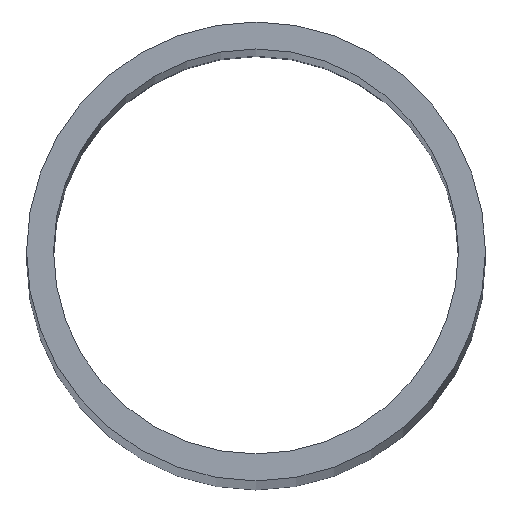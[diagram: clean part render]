
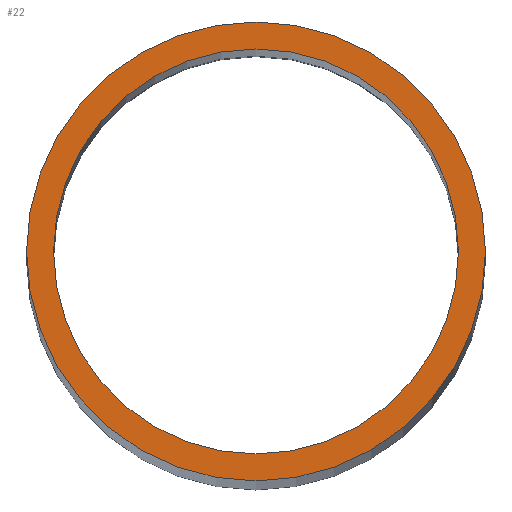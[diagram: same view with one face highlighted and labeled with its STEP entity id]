
A CAD part, top view. The second image highlights one B-rep face of the part: STEP entity #22.
In plain terms, the highlighted planar face has unit normal (0, 0, 1).
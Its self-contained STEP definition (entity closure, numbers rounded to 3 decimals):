
#7 = AXIS2_PLACEMENT_3D ( 'NONE', #176, #265, #382 ) ;
#14 = CARTESIAN_POINT ( 'NONE',  ( 0., 0., 0. ) ) ;
#16 = FACE_BOUND ( 'NONE', #277, .T. ) ;
#22 = ADVANCED_FACE ( 'NONE', ( #147, #16 ), #80, .T. ) ;
#26 = DIRECTION ( 'NONE',  ( 0., 0., -1. ) ) ;
#45 = EDGE_CURVE ( 'NONE', #146, #62, #348, .T. ) ;
#46 = DIRECTION ( 'NONE',  ( 0., 0., 1. ) ) ;
#49 = EDGE_CURVE ( 'NONE', #249, #290, #186, .T. ) ;
#62 = VERTEX_POINT ( 'NONE', #351 ) ;
#76 = ORIENTED_EDGE ( 'NONE', *, *, #374, .T. ) ;
#79 = EDGE_LOOP ( 'NONE', ( #309, #280 ) ) ;
#80 = PLANE ( 'NONE',  #229 ) ;
#83 = CARTESIAN_POINT ( 'NONE',  ( 0., 0., 0. ) ) ;
#88 = CARTESIAN_POINT ( 'NONE',  ( -15., 0., 0. ) ) ;
#91 = CIRCLE ( 'NONE', #198, 15. ) ;
#101 = CARTESIAN_POINT ( 'NONE',  ( 0., 0., 0. ) ) ;
#113 = DIRECTION ( 'NONE',  ( 1., 0., 0. ) ) ;
#139 = DIRECTION ( 'NONE',  ( 0., 0., -1. ) ) ;
#145 = DIRECTION ( 'NONE',  ( 0., 0., -1. ) ) ;
#146 = VERTEX_POINT ( 'NONE', #242 ) ;
#147 = FACE_OUTER_BOUND ( 'NONE', #79, .T. ) ;
#175 = CIRCLE ( 'NONE', #349, 17. ) ;
#176 = CARTESIAN_POINT ( 'NONE',  ( 0., 0., 0. ) ) ;
#186 = CIRCLE ( 'NONE', #267, 15. ) ;
#198 = AXIS2_PLACEMENT_3D ( 'NONE', #83, #26, #361 ) ;
#229 = AXIS2_PLACEMENT_3D ( 'NONE', #232, #46, #113 ) ;
#232 = CARTESIAN_POINT ( 'NONE',  ( 0., 0., 0. ) ) ;
#242 = CARTESIAN_POINT ( 'NONE',  ( -17., 0., 0. ) ) ;
#249 = VERTEX_POINT ( 'NONE', #287 ) ;
#265 = DIRECTION ( 'NONE',  ( 0., 0., -1. ) ) ;
#266 = EDGE_CURVE ( 'NONE', #62, #146, #175, .T. ) ;
#267 = AXIS2_PLACEMENT_3D ( 'NONE', #14, #145, #380 ) ;
#277 = EDGE_LOOP ( 'NONE', ( #350, #76 ) ) ;
#280 = ORIENTED_EDGE ( 'NONE', *, *, #45, .F. ) ;
#287 = CARTESIAN_POINT ( 'NONE',  ( 15., 0., 0. ) ) ;
#290 = VERTEX_POINT ( 'NONE', #88 ) ;
#304 = DIRECTION ( 'NONE',  ( 1., 0., 0. ) ) ;
#309 = ORIENTED_EDGE ( 'NONE', *, *, #266, .F. ) ;
#348 = CIRCLE ( 'NONE', #7, 17. ) ;
#349 = AXIS2_PLACEMENT_3D ( 'NONE', #101, #139, #304 ) ;
#350 = ORIENTED_EDGE ( 'NONE', *, *, #49, .T. ) ;
#351 = CARTESIAN_POINT ( 'NONE',  ( 17., 0., 0. ) ) ;
#361 = DIRECTION ( 'NONE',  ( 1., 0., 0. ) ) ;
#374 = EDGE_CURVE ( 'NONE', #290, #249, #91, .T. ) ;
#380 = DIRECTION ( 'NONE',  ( 1., 0., 0. ) ) ;
#382 = DIRECTION ( 'NONE',  ( 1., 0., 0. ) ) ;
